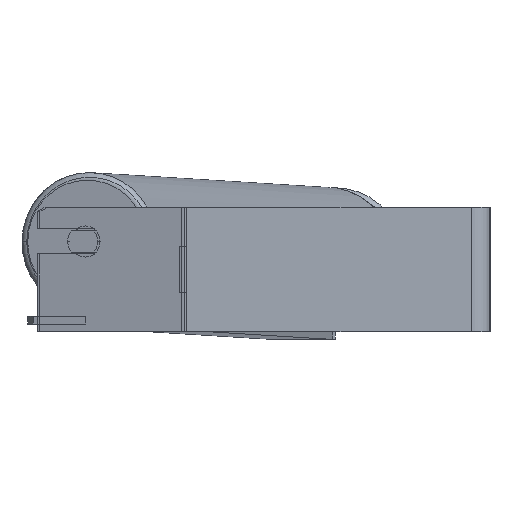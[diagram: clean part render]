
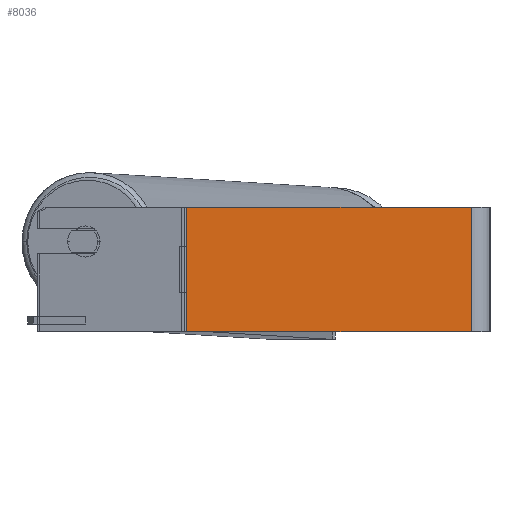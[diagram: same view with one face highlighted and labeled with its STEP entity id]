
A CAD part, left-side view. The second image highlights one B-rep face of the part: STEP entity #8036.
In plain terms, the highlighted planar face has unit normal (-1, 0, 0).
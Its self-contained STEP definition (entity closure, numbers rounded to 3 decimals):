
#90 = VERTEX_POINT ( 'NONE', #1384 ) ;
#131 = EDGE_CURVE ( 'NONE', #90, #6383, #5263, .T. ) ;
#376 = LINE ( 'NONE', #6926, #4971 ) ;
#1384 = CARTESIAN_POINT ( 'NONE',  ( -945., 195.098, 40. ) ) ;
#1388 = DIRECTION ( 'NONE',  ( 0., 0., -1. ) ) ;
#1520 = CARTESIAN_POINT ( 'NONE',  ( -945., 196.678, -40. ) ) ;
#2470 = VECTOR ( 'NONE', #6641, 1000. ) ;
#2886 = DIRECTION ( 'NONE',  ( 0., -1., 0. ) ) ;
#3046 = VERTEX_POINT ( 'NONE', #7310 ) ;
#3400 = DIRECTION ( 'NONE',  ( 0., 0., -1. ) ) ;
#3801 = ORIENTED_EDGE ( 'NONE', *, *, #7879, .T. ) ;
#4181 = FACE_OUTER_BOUND ( 'NONE', #6699, .T. ) ;
#4468 = CARTESIAN_POINT ( 'NONE',  ( -945., 12., 40. ) ) ;
#4673 = VECTOR ( 'NONE', #3400, 1000. ) ;
#4910 = CARTESIAN_POINT ( 'NONE',  ( -945., 12., 40. ) ) ;
#4971 = VECTOR ( 'NONE', #6213, 1000. ) ;
#5263 = LINE ( 'NONE', #5835, #2470 ) ;
#5323 = ORIENTED_EDGE ( 'NONE', *, *, #5833, .F. ) ;
#5365 = EDGE_CURVE ( 'NONE', #90, #6472, #376, .T. ) ;
#5661 = CARTESIAN_POINT ( 'NONE',  ( -945., 196.678, 40. ) ) ;
#5829 = LINE ( 'NONE', #1520, #7862 ) ;
#5833 = EDGE_CURVE ( 'NONE', #6472, #3046, #7715, .T. ) ;
#5835 = CARTESIAN_POINT ( 'NONE',  ( -945., 195.098, 40. ) ) ;
#6213 = DIRECTION ( 'NONE',  ( 0., -1., 0. ) ) ;
#6317 = PLANE ( 'NONE',  #8922 ) ;
#6383 = VERTEX_POINT ( 'NONE', #9345 ) ;
#6472 = VERTEX_POINT ( 'NONE', #4468 ) ;
#6641 = DIRECTION ( 'NONE',  ( 0., 0., -1. ) ) ;
#6699 = EDGE_LOOP ( 'NONE', ( #3801, #5323, #8456, #7598 ) ) ;
#6926 = CARTESIAN_POINT ( 'NONE',  ( -945., 196.678, 40. ) ) ;
#7310 = CARTESIAN_POINT ( 'NONE',  ( -945., 12., -40. ) ) ;
#7598 = ORIENTED_EDGE ( 'NONE', *, *, #131, .T. ) ;
#7715 = LINE ( 'NONE', #4910, #4673 ) ;
#7862 = VECTOR ( 'NONE', #2886, 1000. ) ;
#7879 = EDGE_CURVE ( 'NONE', #6383, #3046, #5829, .T. ) ;
#8036 = ADVANCED_FACE ( 'NONE', ( #4181 ), #6317, .F. ) ;
#8456 = ORIENTED_EDGE ( 'NONE', *, *, #5365, .F. ) ;
#8586 = DIRECTION ( 'NONE',  ( 1., 0., 0. ) ) ;
#8922 = AXIS2_PLACEMENT_3D ( 'NONE', #5661, #8586, #1388 ) ;
#9345 = CARTESIAN_POINT ( 'NONE',  ( -945., 195.098, -40. ) ) ;
